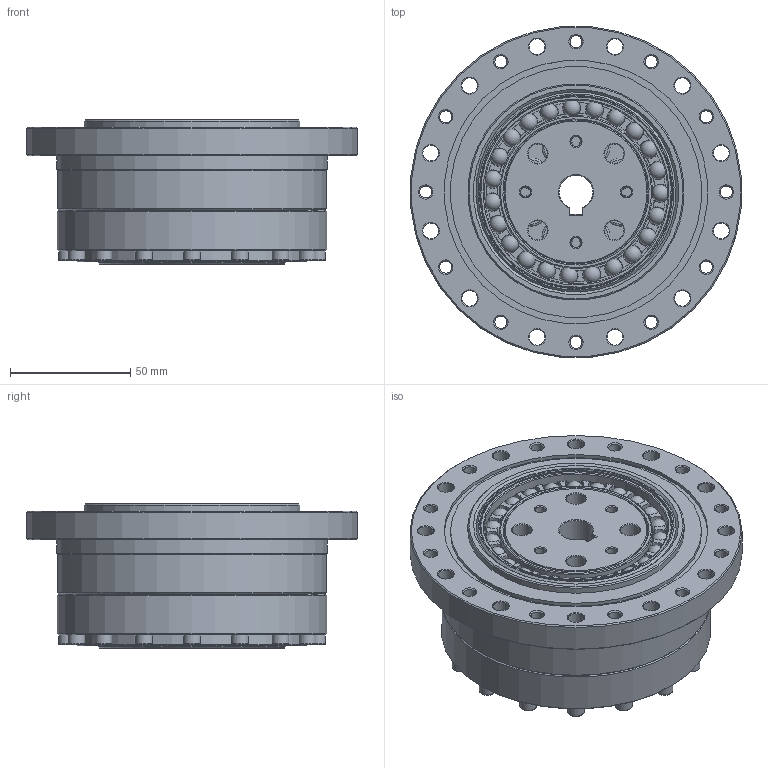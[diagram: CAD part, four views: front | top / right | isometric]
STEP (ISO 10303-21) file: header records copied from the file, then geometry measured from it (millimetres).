
FILE_DESCRIPTION(/* description */ (''),/* implementation_level */ '2;1');
FILE_NAME(/* name */ 'LSS-32-XX-U-I-DL-φ14.stp',/* time_stamp */ '2023-06-29T14:15:08+08:00',/* author */ (''),/* organization */ (''),/* preprocessor_version */ 'ST-DEVELOPER v16.7',/* originating_system */ 'SIEMENS PLM Software NX 12.0',/* authorisation */ '');
FILE_SCHEMA (('AUTOMOTIVE_DESIGN { 1 0 10303 214 3 1 1 1 }'));
Length unit declared in the file: millimetre
Products named in the file (14): EB608012-32KC-46; EB608012-32KC-01; TC-78x92x5; 发生器LSS-32-DL-φ14; O-88x1.5; GB-T70.1-2000,M4x25; GB-T70.1-2000,M8x25; 销子5x14; 柔轮垫块LSS-32; 柔轮LSS-32; 刚轮LSS-32; EB608012-32KC; 交叉轴承LSS-32; LSS-32-XX-U-I-DL-φ14
Assembly tree (38 placements, depth 3):
  LSS-32-XX-U-I-DL-φ14
    交叉轴承LSS-32
      TC-78x92x5
    刚轮LSS-32
    柔轮LSS-32
    柔轮垫块LSS-32
    EB608012-32KC
      EB608012-32KC-01
      EB608012-32KC-46
    销子5x14  x4
    GB-T70.1-2000,M8x25  x8
    GB-T70.1-2000,M4x25  x16
    O-88x1.5
    发生器LSS-32-DL-φ14
Bounding box: 137.47 x 137.47 x 60 mm (x, y, z)
Volume: 412060.2 mm3; surface area: 196650.3 mm2
Topology: 62 solids, 62 shells, 1325 faces, 2885 edges, 1687 vertices
Faces by surface type: plane 470, cone 445, cylinder 257, torus 129, sphere 23, revolution 1
Full cylindrical faces by diameter (mm): 2.5 x2, 3.3 x16, 3.838 x16, 4.2 x4, 4.5 x16, 5 x24, 6.5 x12, 6.8 x8, 7 x16, 7.76 x8, 8 x4, 8.5 x24, 13 x8, 20 x1, 26 x3, 35 x1, 50 x1, 54 x1, 59 x1, 60 x2, 63.5 x1, 63.6 x2, 65.5 x1, 68.6 x1, 69 x1, 74 x1, 74.3 x1, 75.8 x1, 76.45 x2, 77.5 x1
Entity records: 19828 total; most frequent: CARTESIAN_POINT 4442, DIRECTION 3347, ORIENTED_EDGE 2202, AXIS2_PLACEMENT_3D 1599, EDGE_LOOP 1368, FACE_BOUND 1222, EDGE_CURVE 1101, VERTEX_POINT 959
